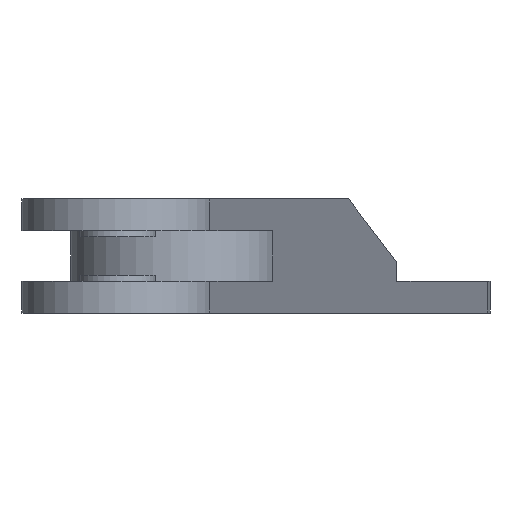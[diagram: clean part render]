
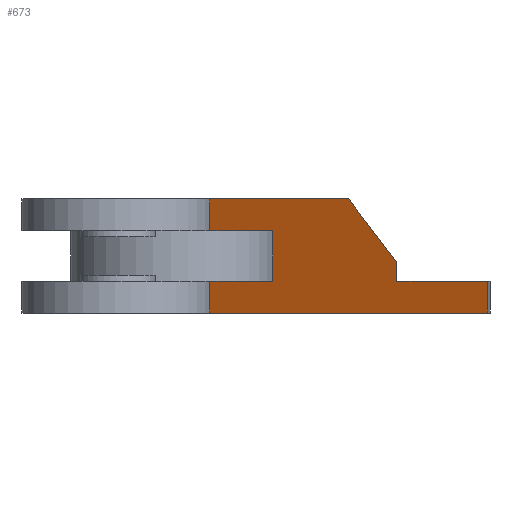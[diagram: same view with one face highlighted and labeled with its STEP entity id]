
A CAD part, left-side view. The second image highlights one B-rep face of the part: STEP entity #673.
In plain terms, the highlighted planar face has unit normal (-0.218, -0.976, 0).
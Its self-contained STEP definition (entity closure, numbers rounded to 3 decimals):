
#145=FACE_OUTER_BOUND('',#203,.T.);
#203=EDGE_LOOP('',(#592,#593,#594,#595,#596,#597,#598,#599,#600,#601,#602));
#217=LINE('',#992,#260);
#229=LINE('',#1016,#272);
#236=LINE('',#1054,#279);
#237=LINE('',#1057,#280);
#238=LINE('',#1061,#281);
#239=LINE('',#1065,#282);
#240=LINE('',#1068,#283);
#241=LINE('',#1087,#284);
#255=LINE('',#1161,#298);
#256=LINE('',#1164,#299);
#257=LINE('',#1165,#300);
#260=VECTOR('',#779,10.);
#272=VECTOR('',#795,10.);
#279=VECTOR('',#840,10.);
#280=VECTOR('',#845,10.);
#281=VECTOR('',#850,10.);
#282=VECTOR('',#855,10.);
#283=VECTOR('',#858,10.);
#284=VECTOR('',#879,10.);
#298=VECTOR('',#973,10.);
#299=VECTOR('',#976,10.);
#300=VECTOR('',#977,10.);
#303=VERTEX_POINT('',#989);
#304=VERTEX_POINT('',#991);
#314=VERTEX_POINT('',#1015);
#325=VERTEX_POINT('',#1051);
#326=VERTEX_POINT('',#1053);
#327=VERTEX_POINT('',#1059);
#328=VERTEX_POINT('',#1063);
#329=VERTEX_POINT('',#1067);
#337=VERTEX_POINT('',#1085);
#357=VERTEX_POINT('',#1159);
#358=VERTEX_POINT('',#1163);
#361=EDGE_CURVE('',#303,#304,#217,.T.);
#373=EDGE_CURVE('',#314,#304,#229,.T.);
#391=EDGE_CURVE('',#325,#326,#236,.T.);
#393=EDGE_CURVE('',#326,#303,#237,.T.);
#395=EDGE_CURVE('',#325,#327,#238,.T.);
#397=EDGE_CURVE('',#328,#327,#239,.T.);
#398=EDGE_CURVE('',#314,#329,#240,.T.);
#408=EDGE_CURVE('',#337,#328,#241,.T.);
#442=EDGE_CURVE('',#357,#329,#255,.T.);
#443=EDGE_CURVE('',#358,#337,#256,.T.);
#444=EDGE_CURVE('',#358,#357,#257,.T.);
#592=ORIENTED_EDGE('',*,*,#361,.F.);
#593=ORIENTED_EDGE('',*,*,#393,.F.);
#594=ORIENTED_EDGE('',*,*,#391,.F.);
#595=ORIENTED_EDGE('',*,*,#395,.T.);
#596=ORIENTED_EDGE('',*,*,#397,.F.);
#597=ORIENTED_EDGE('',*,*,#408,.F.);
#598=ORIENTED_EDGE('',*,*,#443,.F.);
#599=ORIENTED_EDGE('',*,*,#444,.T.);
#600=ORIENTED_EDGE('',*,*,#442,.T.);
#601=ORIENTED_EDGE('',*,*,#398,.F.);
#602=ORIENTED_EDGE('',*,*,#373,.T.);
#635=PLANE('',#769);
#673=ADVANCED_FACE('',(#145),#635,.T.);
#769=AXIS2_PLACEMENT_3D('',#1162,#974,#975);
#779=DIRECTION('',(0.938,-0.21,-0.275));
#795=DIRECTION('',(0.,0.,1.));
#840=DIRECTION('',(0.,0.,1.));
#845=DIRECTION('',(0.976,-0.218,0.));
#850=DIRECTION('',(0.976,-0.218,0.));
#855=DIRECTION('',(0.,0.,1.));
#858=DIRECTION('',(0.976,-0.218,0.));
#879=DIRECTION('',(0.976,-0.218,0.));
#973=DIRECTION('',(0.,0.,1.));
#974=DIRECTION('center_axis',(-0.218,-0.976,0.));
#975=DIRECTION('ref_axis',(0.976,-0.218,0.));
#976=DIRECTION('',(0.,0.,1.));
#977=DIRECTION('',(0.976,-0.218,0.));
#989=CARTESIAN_POINT('',(-102.136,2.334,118.));
#991=CARTESIAN_POINT('',(-67.977,-5.301,108.));
#992=CARTESIAN_POINT('',(-136.487,10.011,128.057));
#1015=CARTESIAN_POINT('',(-67.977,-5.301,105.));
#1016=CARTESIAN_POINT('',(-67.977,-5.301,105.));
#1051=CARTESIAN_POINT('',(-200.001,24.206,113.));
#1053=CARTESIAN_POINT('',(-200.001,24.206,118.));
#1054=CARTESIAN_POINT('',(-200.001,24.206,113.));
#1057=CARTESIAN_POINT('',(-200.001,24.206,118.));
#1059=CARTESIAN_POINT('',(-155.671,14.299,113.));
#1061=CARTESIAN_POINT('',(-200.001,24.206,113.));
#1063=CARTESIAN_POINT('',(-155.671,14.299,105.));
#1065=CARTESIAN_POINT('',(-155.671,14.299,105.));
#1067=CARTESIAN_POINT('',(-4.362,-19.518,105.));
#1068=CARTESIAN_POINT('',(-200.001,24.206,105.));
#1085=CARTESIAN_POINT('',(-200.001,24.206,105.));
#1087=CARTESIAN_POINT('',(-200.001,24.206,105.));
#1159=CARTESIAN_POINT('',(-4.362,-19.518,100.));
#1161=CARTESIAN_POINT('',(-4.362,-19.518,100.));
#1162=CARTESIAN_POINT('Origin',(-200.001,24.206,100.));
#1163=CARTESIAN_POINT('',(-200.001,24.206,100.));
#1164=CARTESIAN_POINT('',(-200.001,24.206,100.));
#1165=CARTESIAN_POINT('',(-200.001,24.206,100.));
